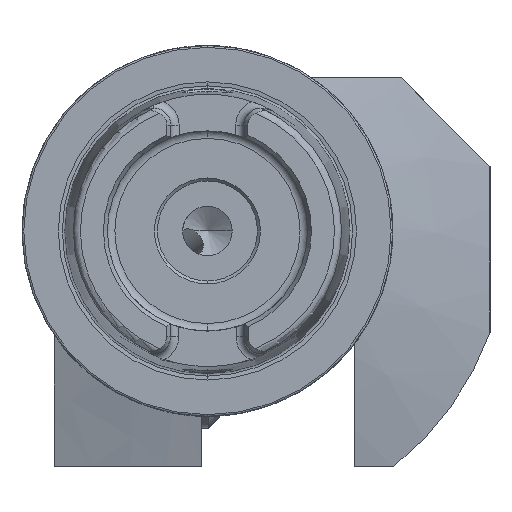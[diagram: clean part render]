
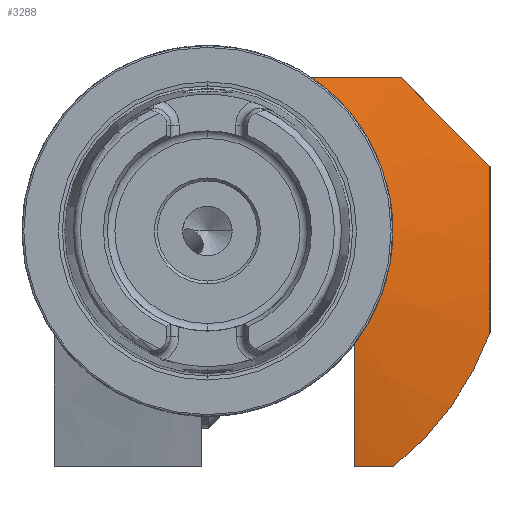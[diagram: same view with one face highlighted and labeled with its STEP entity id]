
A CAD part, left-side view. The second image highlights one B-rep face of the part: STEP entity #3288.
In plain terms, the highlighted conical face has half-angle 75 degrees and reference radius 51 mm.
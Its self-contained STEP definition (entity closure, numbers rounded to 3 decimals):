
#475 = CARTESIAN_POINT ( 'NONE',  ( 42.199, -6.252, 26. ) ) ;
#479 = CARTESIAN_POINT ( 'NONE',  ( 46.29, -33., 26. ) ) ;
#508 = CARTESIAN_POINT ( 'NONE',  ( 48.699, -31.639, -40. ) ) ;
#844 = DIRECTION ( 'NONE',  ( 1., 0., 0. ) ) ;
#850 = DIRECTION ( 'NONE',  ( 0., 1., 0. ) ) ;
#865 = CARTESIAN_POINT ( 'NONE',  ( 48.699, 0., 0. ) ) ;
#1562 = CARTESIAN_POINT ( 'NONE',  ( 48.272, -48., -12.517 ) ) ;
#1563 = CARTESIAN_POINT ( 'NONE',  ( 48.699, -48., -17.234 ) ) ;
#1595 = CARTESIAN_POINT ( 'NONE',  ( 48.003, -48., -7.806 ) ) ;
#1596 = CARTESIAN_POINT ( 'NONE',  ( 47.84, -48., 1.605 ) ) ;
#1597 = CARTESIAN_POINT ( 'NONE',  ( 47.947, -48., 6.305 ) ) ;
#1598 = CARTESIAN_POINT ( 'NONE',  ( 48.228, -48., 11. ) ) ;
#1623 = CARTESIAN_POINT ( 'NONE',  ( 47.727, -45.51, 13.49 ) ) ;
#1628 = CARTESIAN_POINT ( 'NONE',  ( 48.228, -48., 11. ) ) ;
#1629 = CARTESIAN_POINT ( 'NONE',  ( 46.29, -33., 26. ) ) ;
#1630 = CARTESIAN_POINT ( 'NONE',  ( 47.297, -43.016, 15.984 ) ) ;
#1631 = CARTESIAN_POINT ( 'NONE',  ( 46.635, -38.017, 20.983 ) ) ;
#1633 = CARTESIAN_POINT ( 'NONE',  ( 46.403, -35.512, 23.488 ) ) ;
#1634 = CARTESIAN_POINT ( 'NONE',  ( 46.29, -33., 26. ) ) ;
#1638 = CARTESIAN_POINT ( 'NONE',  ( 48.699, 0., 0. ) ) ;
#1639 = DIRECTION ( 'NONE',  ( 1., 0., 0. ) ) ;
#1640 = DIRECTION ( 'NONE',  ( 0., 1., 0. ) ) ;
#1641 = CARTESIAN_POINT ( 'NONE',  ( 45.826, -30.792, 26. ) ) ;
#1651 = CARTESIAN_POINT ( 'NONE',  ( 45.378, -28.581, 26. ) ) ;
#1652 = CARTESIAN_POINT ( 'NONE',  ( 44.533, -24.151, 26. ) ) ;
#1653 = CARTESIAN_POINT ( 'NONE',  ( 44.135, -21.932, 26. ) ) ;
#1654 = CARTESIAN_POINT ( 'NONE',  ( 43.054, -15.255, 26. ) ) ;
#1655 = CARTESIAN_POINT ( 'NONE',  ( 42.482, -10.778, 26. ) ) ;
#1656 = CARTESIAN_POINT ( 'NONE',  ( 42.199, -6.252, 26. ) ) ;
#1808 = CARTESIAN_POINT ( 'NONE',  ( 47.672, -25., -40. ) ) ;
#1809 = CARTESIAN_POINT ( 'NONE',  ( 47.987, -27.214, -40. ) ) ;
#1814 = CARTESIAN_POINT ( 'NONE',  ( 42.845, -25., -15. ) ) ;
#1817 = CARTESIAN_POINT ( 'NONE',  ( 43.135, -25., -17.099 ) ) ;
#1819 = CARTESIAN_POINT ( 'NONE',  ( 48.331, -29.427, -40. ) ) ;
#1821 = CARTESIAN_POINT ( 'NONE',  ( 48.699, -31.639, -40. ) ) ;
#1825 = CARTESIAN_POINT ( 'NONE',  ( 43.468, -25., -19.192 ) ) ;
#1826 = CARTESIAN_POINT ( 'NONE',  ( 44.194, -25., -23.374 ) ) ;
#1827 = CARTESIAN_POINT ( 'NONE',  ( 44.587, -25., -25.462 ) ) ;
#1829 = CARTESIAN_POINT ( 'NONE',  ( 45.827, -25., -31.711 ) ) ;
#1831 = CARTESIAN_POINT ( 'NONE',  ( 46.732, -25., -35.86 ) ) ;
#1832 = CARTESIAN_POINT ( 'NONE',  ( 47.672, -25., -40. ) ) ;
#1834 = CARTESIAN_POINT ( 'NONE',  ( 42.845, -25., -15. ) ) ;
#1836 = CARTESIAN_POINT ( 'NONE',  ( 42.626, -24.047, -15. ) ) ;
#1837 = CARTESIAN_POINT ( 'NONE',  ( 42.199, 0., 0. ) ) ;
#1838 = DIRECTION ( 'NONE',  ( 1., 0., 0. ) ) ;
#1840 = DIRECTION ( 'NONE',  ( 0., -1., 0. ) ) ;
#1843 = CARTESIAN_POINT ( 'NONE',  ( 42.41, -23.093, -15. ) ) ;
#1845 = CARTESIAN_POINT ( 'NONE',  ( 42.199, -22.138, -15. ) ) ;
#2987 = CARTESIAN_POINT ( 'NONE',  ( 42.199, -22.138, -15. ) ) ;
#3010 = CARTESIAN_POINT ( 'NONE',  ( 42.845, -25., -15. ) ) ;
#3018 = CARTESIAN_POINT ( 'NONE',  ( 48.699, -48., -17.234 ) ) ;
#3021 = CARTESIAN_POINT ( 'NONE',  ( 47.672, -25., -40. ) ) ;
#3288 = ADVANCED_FACE ( 'NONE', ( #5433 ), #5423, .T. ) ;
#3806 = CARTESIAN_POINT ( 'NONE',  ( 48.228, -48., 11. ) ) ;
#4184 = VERTEX_POINT ( 'NONE', #3806 ) ;
#4319 = ORIENTED_EDGE ( 'NONE', *, *, #5911, .F. ) ;
#4356 = ORIENTED_EDGE ( 'NONE', *, *, #5910, .T. ) ;
#4357 = ORIENTED_EDGE ( 'NONE', *, *, #5867, .T. ) ;
#4358 = ORIENTED_EDGE ( 'NONE', *, *, #5864, .T. ) ;
#4368 = ORIENTED_EDGE ( 'NONE', *, *, #5856, .T. ) ;
#4385 = ORIENTED_EDGE ( 'NONE', *, *, #5909, .T. ) ;
#4421 = ORIENTED_EDGE ( 'NONE', *, *, #5908, .T. ) ;
#4440 = ORIENTED_EDGE ( 'NONE', *, *, #5865, .F. ) ;
#4666 = VERTEX_POINT ( 'NONE', #508 ) ;
#4916 = VERTEX_POINT ( 'NONE', #475 ) ;
#4933 = VERTEX_POINT ( 'NONE', #479 ) ;
#5049 = EDGE_LOOP ( 'NONE', ( #4319, #4385, #4421, #4440, #4368, #4358, #4357, #4356 ) ) ;
#5423 = CONICAL_SURFACE ( 'NONE', #6163, 51., 1.309 ) ;
#5433 = FACE_OUTER_BOUND ( 'NONE', #5049, .T. ) ;
#5856 = EDGE_CURVE ( 'NONE', #8563, #4184, #8337, .T. ) ;
#5864 = EDGE_CURVE ( 'NONE', #4184, #4933, #8342, .T. ) ;
#5865 = EDGE_CURVE ( 'NONE', #8563, #4666, #7733, .T. ) ;
#5867 = EDGE_CURVE ( 'NONE', #4933, #4916, #8345, .T. ) ;
#5908 = EDGE_CURVE ( 'NONE', #8569, #4666, #8275, .T. ) ;
#5909 = EDGE_CURVE ( 'NONE', #8558, #8569, #8306, .T. ) ;
#5910 = EDGE_CURVE ( 'NONE', #4916, #8438, #7779, .T. ) ;
#5911 = EDGE_CURVE ( 'NONE', #8558, #8438, #8278, .T. ) ;
#6163 = AXIS2_PLACEMENT_3D ( 'NONE', #865, #844, #850 ) ;
#7733 = CIRCLE ( 'NONE', #9707, 51. ) ;
#7779 = CIRCLE ( 'NONE', #9727, 26.741 ) ;
#8275 = B_SPLINE_CURVE_WITH_KNOTS ( 'NONE', 3,
 ( #1808, #1809, #1819, #1821 ),
 .UNSPECIFIED., .F., .F.,
 ( 4, 4 ),
 ( 0.179, 0.186 ),
 .UNSPECIFIED. ) ;
#8278 = B_SPLINE_CURVE_WITH_KNOTS ( 'NONE', 3,
 ( #1834, #1836, #1843, #1845 ),
 .UNSPECIFIED., .F., .F.,
 ( 4, 4 ),
 ( 0.017, 0.019 ),
 .UNSPECIFIED. ) ;
#8306 = B_SPLINE_CURVE_WITH_KNOTS ( 'NONE', 3,
 ( #1814, #1817, #1825, #1826, #1827, #1829, #1831, #1832 ),
 .UNSPECIFIED., .F., .F.,
 ( 4, 2, 2, 4 ),
 ( 0.016, 0.022, 0.028, 0.041 ),
 .UNSPECIFIED. ) ;
#8337 = B_SPLINE_CURVE_WITH_KNOTS ( 'NONE', 3,
 ( #1563, #1562, #1595, #1596, #1597, #1598 ),
 .UNSPECIFIED., .F., .F.,
 ( 4, 2, 4 ),
 ( 0.057, 0.071, 0.085 ),
 .UNSPECIFIED. ) ;
#8342 = B_SPLINE_CURVE_WITH_KNOTS ( 'NONE', 3,
 ( #1628, #1623, #1630, #1631, #1633, #1634 ),
 .UNSPECIFIED., .F., .F.,
 ( 4, 2, 4 ),
 ( 0.019, 0.03, 0.04 ),
 .UNSPECIFIED. ) ;
#8345 = B_SPLINE_CURVE_WITH_KNOTS ( 'NONE', 3,
 ( #1629, #1641, #1651, #1652, #1653, #1654, #1655, #1656 ),
 .UNSPECIFIED., .F., .F.,
 ( 4, 2, 2, 4 ),
 ( 0.027, 0.034, 0.041, 0.054 ),
 .UNSPECIFIED. ) ;
#8438 = VERTEX_POINT ( 'NONE', #2987 ) ;
#8558 = VERTEX_POINT ( 'NONE', #3010 ) ;
#8563 = VERTEX_POINT ( 'NONE', #3018 ) ;
#8569 = VERTEX_POINT ( 'NONE', #3021 ) ;
#9707 = AXIS2_PLACEMENT_3D ( 'NONE', #1638, #1639, #1640 ) ;
#9727 = AXIS2_PLACEMENT_3D ( 'NONE', #1837, #1838, #1840 ) ;
